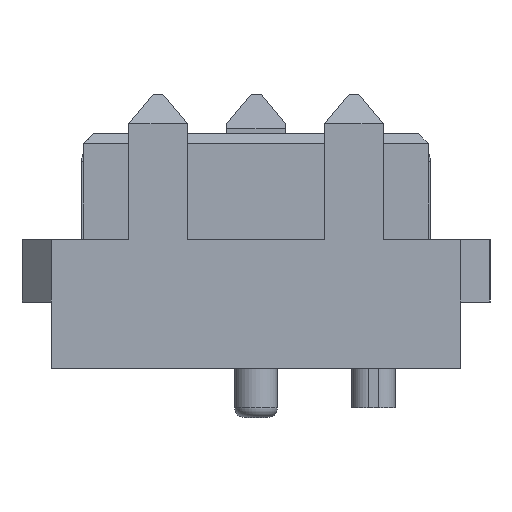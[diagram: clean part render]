
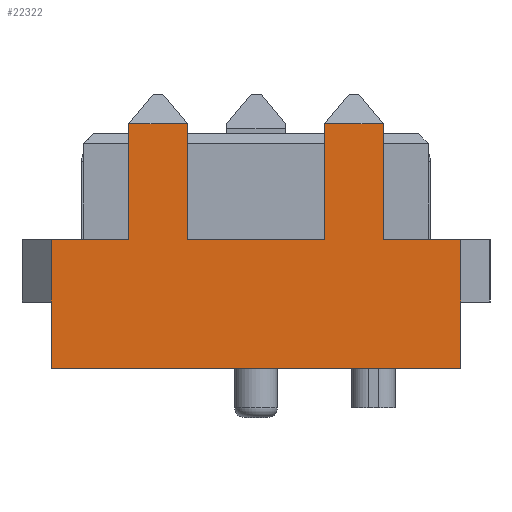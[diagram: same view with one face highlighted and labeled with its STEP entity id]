
A CAD part, left-side view. The second image highlights one B-rep face of the part: STEP entity #22322.
In plain terms, the highlighted planar face has unit normal (-1, 0, 0).
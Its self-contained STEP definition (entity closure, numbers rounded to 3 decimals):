
#1906=FACE_OUTER_BOUND($,#3130,.T.);
#3130=EDGE_LOOP($,(#20096,#20097,#20098,#20099,#20100,#20101,#20102,#20103,
#20104,#20105,#20106,#20107,#20108,#20109));
#4447=LINE($,#34375,#7121);
#5008=LINE($,#35494,#7682);
#5347=LINE($,#36157,#8021);
#5376=LINE($,#36218,#8050);
#5381=LINE($,#36225,#8055);
#5385=LINE($,#36233,#8059);
#5387=LINE($,#36237,#8061);
#5391=LINE($,#36243,#8065);
#5395=LINE($,#36251,#8069);
#5423=LINE($,#36309,#8097);
#5426=LINE($,#36315,#8100);
#5430=LINE($,#36322,#8104);
#5807=LINE($,#37093,#8481);
#5808=LINE($,#37095,#8482);
#7121=VECTOR($,#27280,2.007);
#7682=VECTOR($,#27849,2.007);
#8021=VECTOR($,#28398,3.556);
#8050=VECTOR($,#28445,2.997);
#8055=VECTOR($,#28452,2.997);
#8059=VECTOR($,#28464,1.524);
#8061=VECTOR($,#28468,2.997);
#8065=VECTOR($,#28474,2.997);
#8069=VECTOR($,#28486,1.524);
#8097=VECTOR($,#28542,1.727);
#8100=VECTOR($,#28547,1.727);
#8104=VECTOR($,#28555,10.617);
#8481=VECTOR($,#29590,1.626);
#8482=VECTOR($,#29593,1.626);
#9721=VERTEX_POINT($,#34372);
#9722=VERTEX_POINT($,#34374);
#10275=VERTEX_POINT($,#35491);
#10276=VERTEX_POINT($,#35493);
#10482=VERTEX_POINT($,#36121);
#10485=VERTEX_POINT($,#36127);
#10494=VERTEX_POINT($,#36153);
#10495=VERTEX_POINT($,#36155);
#10505=VERTEX_POINT($,#36185);
#10506=VERTEX_POINT($,#36189);
#10513=VERTEX_POINT($,#36203);
#10514=VERTEX_POINT($,#36207);
#10537=VERTEX_POINT($,#36308);
#10539=VERTEX_POINT($,#36314);
#12424=EDGE_CURVE($,#9721,#9722,#4447,.T.);
#12985=EDGE_CURVE($,#10275,#10276,#5008,.T.);
#13324=EDGE_CURVE($,#10495,#10494,#5347,.T.);
#13353=EDGE_CURVE($,#10514,#10275,#5376,.T.);
#13358=EDGE_CURVE($,#10513,#10494,#5381,.T.);
#13362=EDGE_CURVE($,#10514,#10513,#5385,.T.);
#13364=EDGE_CURVE($,#10506,#10495,#5387,.T.);
#13368=EDGE_CURVE($,#10505,#9722,#5391,.T.);
#13372=EDGE_CURVE($,#10506,#10505,#5395,.T.);
#13401=EDGE_CURVE($,#10482,#10537,#5423,.T.);
#13404=EDGE_CURVE($,#10485,#10539,#5426,.T.);
#13408=EDGE_CURVE($,#10537,#10539,#5430,.T.);
#13787=EDGE_CURVE($,#10482,#10276,#5807,.T.);
#13788=EDGE_CURVE($,#10485,#9721,#5808,.T.);
#20096=ORIENTED_EDGE($,*,*,#12424,.F.);
#20097=ORIENTED_EDGE($,*,*,#13788,.F.);
#20098=ORIENTED_EDGE($,*,*,#13404,.T.);
#20099=ORIENTED_EDGE($,*,*,#13408,.F.);
#20100=ORIENTED_EDGE($,*,*,#13401,.F.);
#20101=ORIENTED_EDGE($,*,*,#13787,.T.);
#20102=ORIENTED_EDGE($,*,*,#12985,.F.);
#20103=ORIENTED_EDGE($,*,*,#13353,.F.);
#20104=ORIENTED_EDGE($,*,*,#13362,.T.);
#20105=ORIENTED_EDGE($,*,*,#13358,.T.);
#20106=ORIENTED_EDGE($,*,*,#13324,.F.);
#20107=ORIENTED_EDGE($,*,*,#13364,.F.);
#20108=ORIENTED_EDGE($,*,*,#13372,.T.);
#20109=ORIENTED_EDGE($,*,*,#13368,.T.);
#21171=PLANE($,#23873);
#22322=ADVANCED_FACE($,(#1906),#21171,.T.);
#23873=AXIS2_PLACEMENT_3D($,#37094,#29591,#29592);
#27280=DIRECTION($,(0.,-1.,0.));
#27849=DIRECTION($,(0.,-1.,0.));
#28398=DIRECTION($,(0.,-1.,0.));
#28445=DIRECTION($,(0.,0.,-1.));
#28452=DIRECTION($,(0.,0.,-1.));
#28464=DIRECTION($,(0.,1.,0.));
#28468=DIRECTION($,(0.,0.,-1.));
#28474=DIRECTION($,(0.,0.,-1.));
#28486=DIRECTION($,(0.,1.,0.));
#28542=DIRECTION($,(0.,0.,-1.));
#28547=DIRECTION($,(0.,0.,-1.));
#28555=DIRECTION($,(0.,1.,0.));
#29590=DIRECTION($,(0.,0.,1.));
#29591=DIRECTION('center_axis',(-1.,0.,0.));
#29592=DIRECTION('ref_axis',(0.,-1.,0.));
#29593=DIRECTION($,(0.,0.,1.));
#34372=CARTESIAN_POINT('',(-27.889,5.309,3.353));
#34374=CARTESIAN_POINT('',(-27.889,3.302,3.353));
#34375=CARTESIAN_POINT($,(-27.889,5.309,3.353));
#35491=CARTESIAN_POINT('',(-27.889,-3.302,3.353));
#35493=CARTESIAN_POINT('',(-27.889,-5.309,3.353));
#35494=CARTESIAN_POINT($,(-27.889,5.309,3.353));
#36121=CARTESIAN_POINT('',(-27.889,-5.309,1.727));
#36127=CARTESIAN_POINT('',(-27.889,5.309,1.727));
#36153=CARTESIAN_POINT('',(-27.889,-1.778,3.353));
#36155=CARTESIAN_POINT('',(-27.889,1.778,3.353));
#36157=CARTESIAN_POINT($,(-27.889,5.309,3.353));
#36185=CARTESIAN_POINT('',(-27.889,3.302,6.35));
#36189=CARTESIAN_POINT('',(-27.889,1.778,6.35));
#36203=CARTESIAN_POINT('',(-27.889,-1.778,6.35));
#36207=CARTESIAN_POINT('',(-27.889,-3.302,6.35));
#36218=CARTESIAN_POINT($,(-27.889,-3.302,6.35));
#36225=CARTESIAN_POINT($,(-27.889,-1.778,6.35));
#36233=CARTESIAN_POINT($,(-27.889,-3.302,6.35));
#36237=CARTESIAN_POINT($,(-27.889,1.778,6.35));
#36243=CARTESIAN_POINT($,(-27.889,3.302,6.35));
#36251=CARTESIAN_POINT($,(-27.889,1.778,6.35));
#36308=CARTESIAN_POINT('',(-27.889,-5.309,0.));
#36309=CARTESIAN_POINT($,(-27.889,-5.309,1.727));
#36314=CARTESIAN_POINT('',(-27.889,5.309,0.));
#36315=CARTESIAN_POINT($,(-27.889,5.309,1.727));
#36322=CARTESIAN_POINT($,(-27.889,-5.309,0.));
#37093=CARTESIAN_POINT($,(-27.889,-5.309,1.727));
#37094=CARTESIAN_POINT('Origin',(-27.889,5.309,1.727));
#37095=CARTESIAN_POINT($,(-27.889,5.309,1.727));
